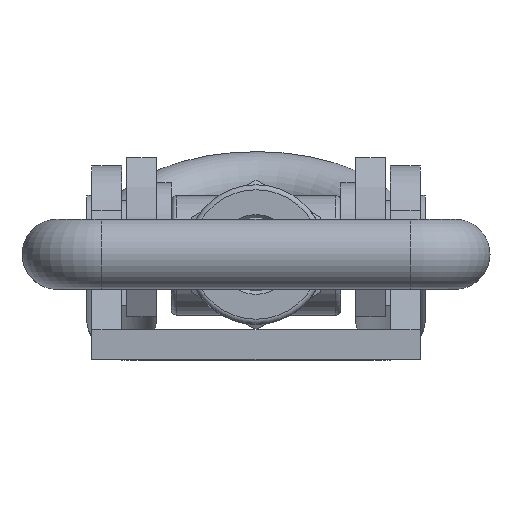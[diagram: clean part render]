
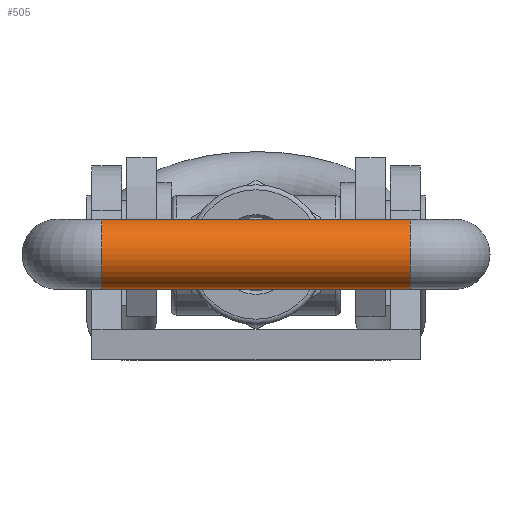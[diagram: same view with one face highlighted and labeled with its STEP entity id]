
A CAD part, top view. The second image highlights one B-rep face of the part: STEP entity #505.
In plain terms, the highlighted cylindrical face has radius 3.5 mm (diameter 7 mm), a full revolution.
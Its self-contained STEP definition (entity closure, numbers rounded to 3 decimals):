
#505 = ADVANCED_FACE( '', ( #997, #998 ), #999, .T. );
#997 = FACE_OUTER_BOUND( '', #1451, .T. );
#998 = FACE_OUTER_BOUND( '', #1452, .T. );
#999 = CYLINDRICAL_SURFACE( '', #1453, 3.5 );
#1451 = EDGE_LOOP( '', ( #2378 ) );
#1452 = EDGE_LOOP( '', ( #2379 ) );
#1453 = AXIS2_PLACEMENT_3D( '', #2380, #2381, #2382 );
#2378 = ORIENTED_EDGE( '', *, *, #2434, .F. );
#2379 = ORIENTED_EDGE( '', *, *, #2668, .T. );
#2380 = CARTESIAN_POINT( '', ( -38.5, 0., 15.5 ) );
#2381 = DIRECTION( '', ( 0., 0., 1. ) );
#2382 = DIRECTION( '', ( -1., 0., 0. ) );
#2434 = EDGE_CURVE( '', #2804, #2804, #2805, .T. );
#2668 = EDGE_CURVE( '', #3168, #3168, #3169, .T. );
#2804 = VERTEX_POINT( '', #3331 );
#2805 = CIRCLE( '', #3332, 3.5 );
#3168 = VERTEX_POINT( '', #4059 );
#3169 = CIRCLE( '', #4060, 3.5 );
#3331 = CARTESIAN_POINT( '', ( -35., 0., 15.5 ) );
#3332 = AXIS2_PLACEMENT_3D( '', #4213, #4214, #4215 );
#4059 = CARTESIAN_POINT( '', ( -35., 0., -15.5 ) );
#4060 = AXIS2_PLACEMENT_3D( '', #4485, #4486, #4487 );
#4213 = CARTESIAN_POINT( '', ( -38.5, 0., 15.5 ) );
#4214 = DIRECTION( '', ( 0., 0., 1. ) );
#4215 = DIRECTION( '', ( 1., 0., 0. ) );
#4485 = CARTESIAN_POINT( '', ( -38.5, 0., -15.5 ) );
#4486 = DIRECTION( '', ( 0., 0., 1. ) );
#4487 = DIRECTION( '', ( 1., 0., 0. ) );
